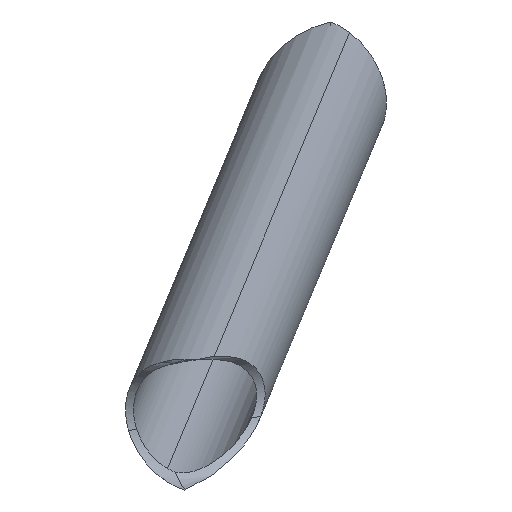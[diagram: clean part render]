
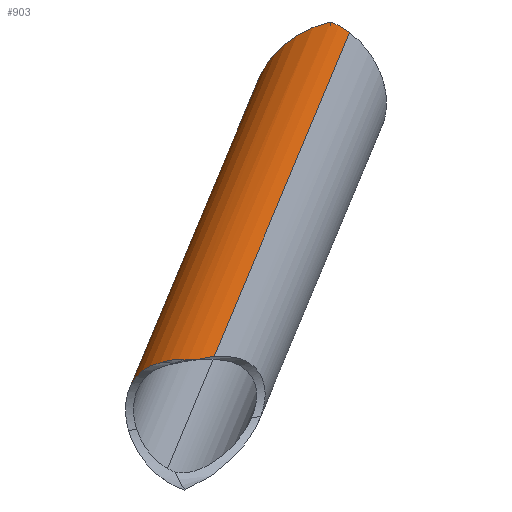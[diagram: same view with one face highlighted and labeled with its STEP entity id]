
A CAD part, top view. The second image highlights one B-rep face of the part: STEP entity #903.
In plain terms, the highlighted cylindrical face has radius 12.5 mm (diameter 25 mm), a partial arc.
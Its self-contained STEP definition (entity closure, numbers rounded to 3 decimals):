
#79=CARTESIAN_POINT('Vertex',(-332.546,-184.651,-63.152)) ;
#83=CARTESIAN_POINT('Control Point',(-332.546,-184.651,-63.152)) ;
#84=CARTESIAN_POINT('Control Point',(-333.887,-184.538,-61.844)) ;
#85=CARTESIAN_POINT('Control Point',(-335.19,-184.263,-60.512)) ;
#86=CARTESIAN_POINT('Control Point',(-336.435,-183.814,-59.17)) ;
#87=CARTESIAN_POINT('Control Point',(-338.406,-182.719,-56.906)) ;
#88=CARTESIAN_POINT('Control Point',(-339.976,-180.962,-54.774)) ;
#89=CARTESIAN_POINT('Control Point',(-340.533,-180.123,-53.939)) ;
#90=CARTESIAN_POINT('Control Point',(-341.221,-178.575,-52.719)) ;
#91=CARTESIAN_POINT('Control Point',(-341.505,-176.754,-51.78)) ;
#92=CARTESIAN_POINT('Control Point',(-341.547,-176.039,-51.476)) ;
#93=CARTESIAN_POINT('Control Point',(-341.498,-174.705,-51.03)) ;
#94=CARTESIAN_POINT('Control Point',(-341.233,-173.349,-50.781)) ;
#95=CARTESIAN_POINT('Control Point',(-341.073,-172.746,-50.709)) ;
#96=CARTESIAN_POINT('Control Point',(-340.875,-172.151,-50.677)) ;
#97=CARTESIAN_POINT('Control Point',(-340.644,-171.57,-50.681)) ;
#98=CARTESIAN_POINT('Vertex',(-340.644,-171.57,-50.681)) ;
#183=CARTESIAN_POINT('Vertex',(-326.954,-160.594,-59.562)) ;
#201=CARTESIAN_POINT('Control Point',(-326.954,-160.594,-59.562)) ;
#202=CARTESIAN_POINT('Control Point',(-327.253,-160.656,-59.303)) ;
#203=CARTESIAN_POINT('Control Point',(-327.527,-160.72,-59.067)) ;
#204=CARTESIAN_POINT('Control Point',(-327.757,-160.779,-58.871)) ;
#205=CARTESIAN_POINT('Control Point',(-328.188,-160.893,-58.508)) ;
#206=CARTESIAN_POINT('Control Point',(-328.651,-161.031,-58.121)) ;
#207=CARTESIAN_POINT('Control Point',(-328.915,-161.113,-57.902)) ;
#208=CARTESIAN_POINT('Control Point',(-330.569,-161.676,-56.548)) ;
#209=CARTESIAN_POINT('Control Point',(-332.216,-162.447,-55.277)) ;
#210=CARTESIAN_POINT('Control Point',(-333.531,-163.211,-54.317)) ;
#211=CARTESIAN_POINT('Control Point',(-335.408,-164.548,-53.037)) ;
#212=CARTESIAN_POINT('Control Point',(-337.14,-166.231,-52.021)) ;
#213=CARTESIAN_POINT('Control Point',(-337.669,-166.797,-51.731)) ;
#214=CARTESIAN_POINT('Control Point',(-338.681,-168.004,-51.22)) ;
#215=CARTESIAN_POINT('Control Point',(-339.572,-169.354,-50.877)) ;
#216=CARTESIAN_POINT('Control Point',(-339.98,-170.064,-50.753)) ;
#217=CARTESIAN_POINT('Control Point',(-340.341,-170.805,-50.685)) ;
#218=CARTESIAN_POINT('Control Point',(-340.644,-171.57,-50.681)) ;
#304=CARTESIAN_POINT('Control Point',(-326.955,-160.594,-59.562)) ;
#305=CARTESIAN_POINT('Control Point',(-326.73,-160.677,-59.316)) ;
#306=CARTESIAN_POINT('Control Point',(-326.526,-160.759,-59.095)) ;
#307=CARTESIAN_POINT('Control Point',(-326.352,-160.832,-58.91)) ;
#308=CARTESIAN_POINT('Control Point',(-326.024,-160.976,-58.559)) ;
#309=CARTESIAN_POINT('Control Point',(-325.666,-161.149,-58.181)) ;
#310=CARTESIAN_POINT('Control Point',(-325.463,-161.25,-57.967)) ;
#311=CARTESIAN_POINT('Control Point',(-324.897,-161.554,-57.377)) ;
#312=CARTESIAN_POINT('Control Point',(-324.337,-161.896,-56.804)) ;
#313=CARTESIAN_POINT('Control Point',(-324.012,-162.109,-56.477)) ;
#314=CARTESIAN_POINT('Control Point',(-323.69,-162.335,-56.156)) ;
#315=CARTESIAN_POINT('Control Point',(-323.372,-162.574,-55.842)) ;
#316=CARTESIAN_POINT('Vertex',(-323.372,-162.574,-55.842)) ;
#549=CARTESIAN_POINT('Line Origine',(-345.614,-216.099,45.415)) ;
#553=CARTESIAN_POINT('Vertex',(-358.686,-247.555,154.008)) ;
#556=CARTESIAN_POINT('Line Origine',(-336.461,-194.072,52.898)) ;
#560=CARTESIAN_POINT('Vertex',(-349.018,-224.29,157.219)) ;
#742=CARTESIAN_POINT('Vertex',(-365.247,-238.264,149.796)) ;
#746=CARTESIAN_POINT('Control Point',(-358.686,-247.555,154.008)) ;
#747=CARTESIAN_POINT('Control Point',(-360.35,-246.37,152.557)) ;
#748=CARTESIAN_POINT('Control Point',(-361.937,-244.83,151.306)) ;
#749=CARTESIAN_POINT('Control Point',(-363.389,-242.953,150.315)) ;
#750=CARTESIAN_POINT('Control Point',(-364.56,-240.674,149.767)) ;
#751=CARTESIAN_POINT('Control Point',(-365.247,-238.264,149.796)) ;
#779=CARTESIAN_POINT('Vertex',(-359.231,-225.502,160.616)) ;
#783=CARTESIAN_POINT('Control Point',(-359.231,-225.502,160.616)) ;
#784=CARTESIAN_POINT('Control Point',(-360.159,-225.673,159.535)) ;
#785=CARTESIAN_POINT('Control Point',(-361.055,-225.973,158.447)) ;
#786=CARTESIAN_POINT('Control Point',(-361.907,-226.409,157.363)) ;
#787=CARTESIAN_POINT('Control Point',(-363.431,-227.532,155.311)) ;
#788=CARTESIAN_POINT('Control Point',(-364.626,-229.219,153.44)) ;
#789=CARTESIAN_POINT('Control Point',(-365.106,-230.171,152.598)) ;
#790=CARTESIAN_POINT('Control Point',(-365.773,-232.244,151.183)) ;
#791=CARTESIAN_POINT('Control Point',(-365.89,-234.665,150.262)) ;
#792=CARTESIAN_POINT('Control Point',(-365.804,-235.874,149.962)) ;
#793=CARTESIAN_POINT('Control Point',(-365.583,-237.085,149.81)) ;
#794=CARTESIAN_POINT('Control Point',(-365.247,-238.264,149.796)) ;
#816=CARTESIAN_POINT('Control Point',(-353.941,-224.983,162.757)) ;
#817=CARTESIAN_POINT('Control Point',(-355.275,-224.791,162.235)) ;
#818=CARTESIAN_POINT('Control Point',(-356.632,-224.808,161.693)) ;
#819=CARTESIAN_POINT('Control Point',(-357.967,-225.047,161.147)) ;
#820=CARTESIAN_POINT('Control Point',(-359.231,-225.502,160.616)) ;
#821=CARTESIAN_POINT('Vertex',(-353.941,-224.983,162.757)) ;
#860=CARTESIAN_POINT('Vertex',(-351.775,-224.812,161.388)) ;
#864=CARTESIAN_POINT('Control Point',(-351.775,-224.812,161.388)) ;
#865=CARTESIAN_POINT('Control Point',(-350.85,-224.565,160.012)) ;
#866=CARTESIAN_POINT('Control Point',(-349.93,-224.387,158.622)) ;
#867=CARTESIAN_POINT('Control Point',(-349.018,-224.29,157.219)) ;
#880=CARTESIAN_POINT('Axis2P3D Location',(-341.038,-205.086,49.157)) ;
#886=CARTESIAN_POINT('Control Point',(-353.941,-224.983,162.757)) ;
#887=CARTESIAN_POINT('Control Point',(-353.22,-224.872,162.307)) ;
#888=CARTESIAN_POINT('Control Point',(-352.496,-224.814,161.85)) ;
#889=CARTESIAN_POINT('Control Point',(-351.775,-224.812,161.388)) ;
#550=DIRECTION('Vector Direction',(0.115,0.276,-0.954)) ;
#557=DIRECTION('Vector Direction',(0.115,0.276,-0.954)) ;
#881=DIRECTION('Axis2P3D Direction',(0.115,0.276,-0.954)) ;
#882=DIRECTION('Axis2P3D XDirection',(-0.366,-0.881,-0.299)) ;
#883=AXIS2_PLACEMENT_3D('Cylinder Axis2P3D',#880,#881,#882) ;
#892=ORIENTED_EDGE('',*,*,#868,.T.) ;
#893=ORIENTED_EDGE('',*,*,#562,.T.) ;
#894=ORIENTED_EDGE('',*,*,#318,.F.) ;
#895=ORIENTED_EDGE('',*,*,#219,.T.) ;
#896=ORIENTED_EDGE('',*,*,#100,.F.) ;
#897=ORIENTED_EDGE('',*,*,#555,.F.) ;
#898=ORIENTED_EDGE('',*,*,#752,.T.) ;
#899=ORIENTED_EDGE('',*,*,#795,.F.) ;
#900=ORIENTED_EDGE('',*,*,#823,.F.) ;
#901=ORIENTED_EDGE('',*,*,#890,.T.) ;
#551=VECTOR('Line Direction',#550,1.) ;
#558=VECTOR('Line Direction',#557,1.) ;
#903=ADVANCED_FACE('Corps principal',(#902),#884,.T.) ;
#82=B_SPLINE_CURVE_WITH_KNOTS('',5,(#83,#84,#85,#86,#87,#88,#89,#90,#91,#92,#93,#94,#95,#96,#97),.UNSPECIFIED.,.F.,.U.,(6,3,3,3,6),(0.,13.266,22.355,27.815,32.238),.UNSPECIFIED.) ;
#200=B_SPLINE_CURVE_WITH_KNOTS('',5,(#201,#202,#203,#204,#205,#206,#207,#208,#209,#210,#211,#212,#213,#214,#215,#216,#217,#218),.UNSPECIFIED.,.F.,.U.,(6,3,3,3,3,6),(0.688,3.634,6.58,19.265,25.083,30.901),.UNSPECIFIED.) ;
#303=B_SPLINE_CURVE_WITH_KNOTS('',5,(#304,#305,#306,#307,#308,#309,#310,#311,#312,#313,#314,#315),.UNSPECIFIED.,.F.,.U.,(6,3,3,6),(0.769,3.345,5.922,9.509),.UNSPECIFIED.) ;
#745=B_SPLINE_CURVE_WITH_KNOTS('',5,(#746,#747,#748,#749,#750,#751),.UNSPECIFIED.,.F.,.U.,(6,6),(0.,17.715),.UNSPECIFIED.) ;
#782=B_SPLINE_CURVE_WITH_KNOTS('',5,(#783,#784,#785,#786,#787,#788,#789,#790,#791,#792,#793,#794),.UNSPECIFIED.,.F.,.U.,(6,3,3,6),(9.69,19.826,29.272,37.946),.UNSPECIFIED.) ;
#815=B_SPLINE_CURVE_WITH_KNOTS('',4,(#816,#817,#818,#819,#820),.UNSPECIFIED.,.F.,.U.,(5,5),(6.477,14.648),.UNSPECIFIED.) ;
#863=B_SPLINE_CURVE_WITH_KNOTS('',3,(#864,#865,#866,#867),.UNSPECIFIED.,.F.,.U.,(4,4),(7.517,14.627),.UNSPECIFIED.) ;
#885=B_SPLINE_CURVE_WITH_KNOTS('',3,(#886,#887,#888,#889),.UNSPECIFIED.,.F.,.U.,(4,4),(4.644,8.279),.UNSPECIFIED.) ;
#884=CYLINDRICAL_SURFACE('generated cylinder',#883,12.5) ;
#100=EDGE_CURVE('',#80,#99,#82,.T.) ;
#219=EDGE_CURVE('',#184,#99,#200,.T.) ;
#318=EDGE_CURVE('',#184,#317,#303,.T.) ;
#555=EDGE_CURVE('',#554,#80,#552,.T.) ;
#562=EDGE_CURVE('',#561,#317,#559,.T.) ;
#752=EDGE_CURVE('',#554,#743,#745,.T.) ;
#795=EDGE_CURVE('',#780,#743,#782,.T.) ;
#823=EDGE_CURVE('',#822,#780,#815,.T.) ;
#868=EDGE_CURVE('',#861,#561,#863,.T.) ;
#890=EDGE_CURVE('',#822,#861,#885,.T.) ;
#891=EDGE_LOOP('',(#892,#893,#894,#895,#896,#897,#898,#899,#900,#901)) ;
#902=FACE_OUTER_BOUND('',#891,.T.) ;
#552=LINE('Line',#549,#551) ;
#559=LINE('Line',#556,#558) ;
#80=VERTEX_POINT('',#79) ;
#99=VERTEX_POINT('',#98) ;
#184=VERTEX_POINT('',#183) ;
#317=VERTEX_POINT('',#316) ;
#554=VERTEX_POINT('',#553) ;
#561=VERTEX_POINT('',#560) ;
#743=VERTEX_POINT('',#742) ;
#780=VERTEX_POINT('',#779) ;
#822=VERTEX_POINT('',#821) ;
#861=VERTEX_POINT('',#860) ;
